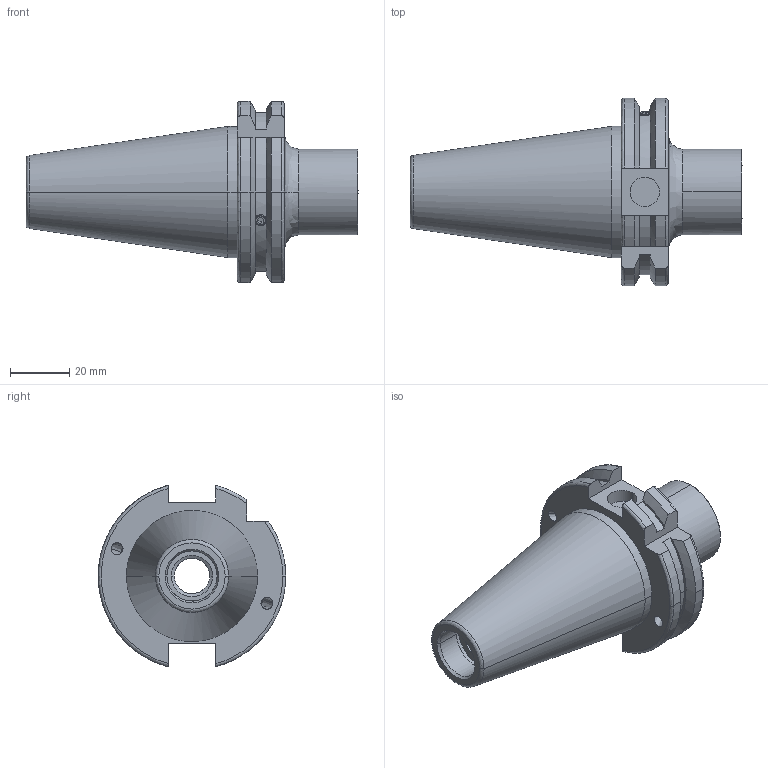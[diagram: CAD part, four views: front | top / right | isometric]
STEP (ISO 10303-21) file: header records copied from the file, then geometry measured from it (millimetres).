
FILE_DESCRIPTION (( 'STEP AP214' ), '1' );
FILE_NAME ('91406-ES7M16025.STEP', '2020-07-24T04:31:38', ( '' ), ( '' ), 'SwSTEP 2.0', 'SolidWorks 2018', '' );
FILE_SCHEMA (( 'AUTOMOTIVE_DESIGN' ));
Length unit declared in the file: millimetre
Products named in the file (3): M4X4.IGS; SK40TMH16044FWW.IGS; 91406-ES7M16025
Assembly tree (3 placements, depth 2):
  91406-ES7M16025
    SK40TMH16044FWW.IGS
    M4X4.IGS  x2
Bounding box: 112.5 x 63.55 x 61.48 mm (x, y, z)
Volume: 112334.6 mm3; surface area: 24535.9 mm2
Topology: 3 solids, 3 shells, 132 faces, 321 edges, 205 vertices
Faces by surface type: bspline 132
Entity records: 5401 total; most frequent: CARTESIAN_POINT 3342, ORIENTED_EDGE 578, EDGE_CURVE 289, B_SPLINE_CURVE_WITH_KNOTS 191, VERTEX_POINT 185, EDGE_LOOP 136, ADVANCED_FACE 117, FACE_OUTER_BOUND 117
